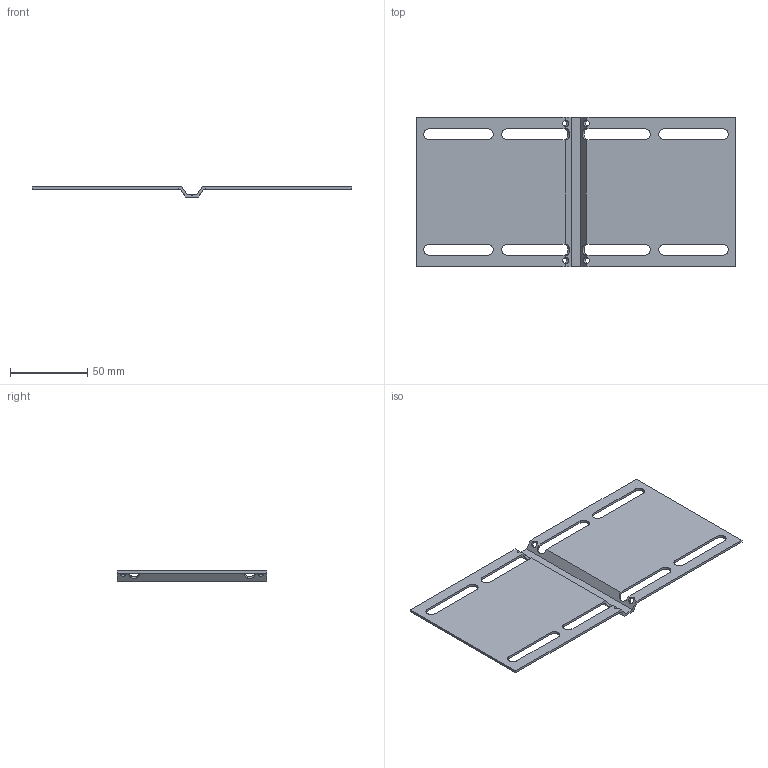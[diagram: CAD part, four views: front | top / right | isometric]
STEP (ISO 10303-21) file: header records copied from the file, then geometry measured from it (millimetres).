
FILE_DESCRIPTION (( 'STEP AP214' ), '1' );
FILE_NAME ('6067157.STEP', '2019-11-14T10:46:18', ( '' ), ( '' ), 'SwSTEP 2.0', 'SolidWorks 2018', '' );
FILE_SCHEMA (( 'AUTOMOTIVE_DESIGN' ));
Length unit declared in the file: millimetre
Products named in the file (1): 6067157
Bounding box: 207.55 x 97 x 6.54 mm (x, y, z)
Volume: 27215.1 mm3; surface area: 38475.3 mm2
Topology: 1 solids, 1 shells, 114 faces, 392 edges, 264 vertices
Faces by surface type: plane 54, cylinder 36, bspline 24
Entity records: 5658 total; most frequent: CARTESIAN_POINT 2427, ORIENTED_EDGE 784, DIRECTION 526, EDGE_CURVE 392, VERTEX_POINT 264, LINE 200, VECTOR 200, AXIS2_PLACEMENT_3D 163
